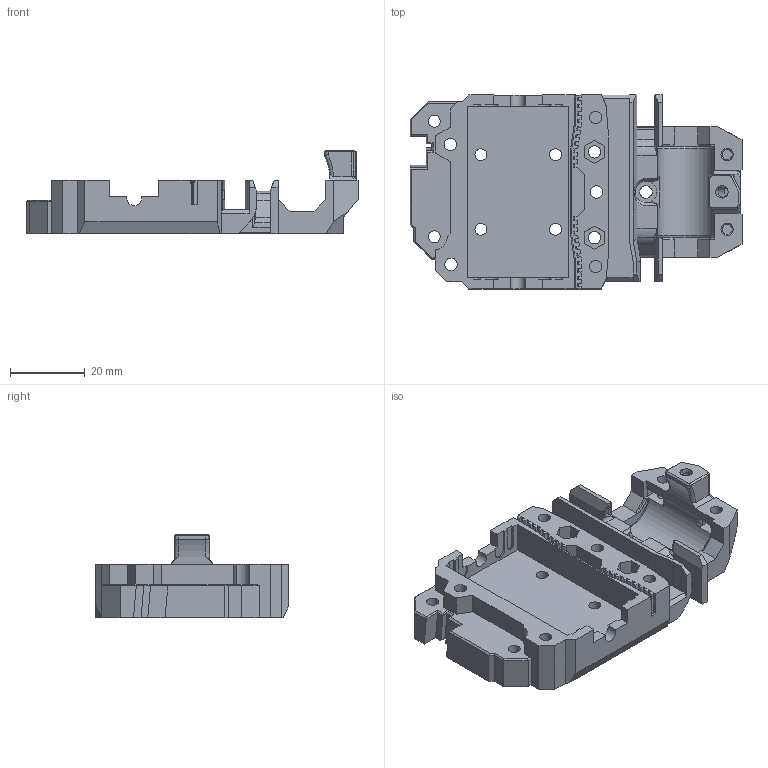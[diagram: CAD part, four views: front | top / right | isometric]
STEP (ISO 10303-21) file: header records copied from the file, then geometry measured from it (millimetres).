
FILE_DESCRIPTION (( 'STEP AP214' ), '1' );
FILE_NAME ('Bear_X_Carriage_LinearRail.STEP', '2023-05-11T19:49:54', ( '' ), ( '' ), 'SwSTEP 2.0', 'SolidWorks 2019', '' );
FILE_SCHEMA (( 'AUTOMOTIVE_DESIGN' ));
Length unit declared in the file: millimetre
Products named in the file (1): Bear_X_Carriage_LinearRail
Bounding box: 89.01 x 52 x 22.4 mm (x, y, z)
Volume: 32418.3 mm3; surface area: 17499.1 mm2
Topology: 1 solids, 3 shells, 720 faces, 1981 edges, 1274 vertices
Faces by surface type: plane 516, cylinder 145, cone 38, bspline 11, torus 10
Entity records: 23295 total; most frequent: CARTESIAN_POINT 5134, ORIENTED_EDGE 3962, DIRECTION 3528, EDGE_CURVE 1981, LINE 1512, VECTOR 1512, VERTEX_POINT 1274, AXIS2_PLACEMENT_3D 1008
